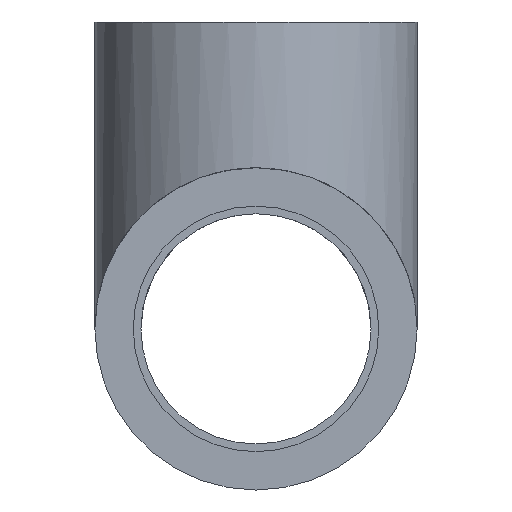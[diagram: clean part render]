
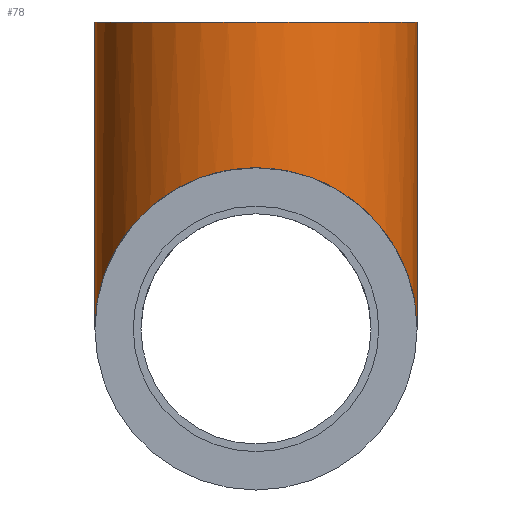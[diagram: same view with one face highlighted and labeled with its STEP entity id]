
A CAD part, front view. The second image highlights one B-rep face of the part: STEP entity #78.
In plain terms, the highlighted cylindrical face has radius 21 mm (diameter 42 mm), a partial arc.
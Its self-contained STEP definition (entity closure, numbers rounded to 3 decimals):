
#78=ADVANCED_FACE('',(#157),#158,.T.);
#157=FACE_OUTER_BOUND('',#234,.T.);
#158=CYLINDRICAL_SURFACE('',#235,21.0);
#234=EDGE_LOOP('',(#390,#391,#392,#393));
#235=AXIS2_PLACEMENT_3D('',#394,#395,#396);
#390=ORIENTED_EDGE('',*,*,#443,.T.);
#391=ORIENTED_EDGE('',*,*,#493,.F.);
#392=ORIENTED_EDGE('',*,*,#444,.T.);
#393=ORIENTED_EDGE('',*,*,#439,.F.);
#394=CARTESIAN_POINT('',(0.0,0.0,20.0));
#395=DIRECTION('',(0.0,0.0,1.0));
#396=DIRECTION('',(1.0,0.0,0.0));
#439=EDGE_CURVE('',#503,#507,#513,.T.);
#443=EDGE_CURVE('',#503,#518,#519,.T.);
#444=EDGE_CURVE('',#520,#507,#521,.T.);
#493=EDGE_CURVE('',#520,#518,#592,.T.);
#503=VERTEX_POINT('',#602);
#507=VERTEX_POINT('',#607);
#513=ELLIPSE('',#615,29.698,21.0);
#518=VERTEX_POINT('',#621);
#519=LINE('',#622,#623);
#520=VERTEX_POINT('',#624);
#521=LINE('',#625,#626);
#592=CIRCLE('',#708,21.0);
#602=CARTESIAN_POINT('',(21.0,0.0,0.0));
#607=CARTESIAN_POINT('',(-21.0,0.,0.0));
#615=AXIS2_PLACEMENT_3D('',#725,#726,#727);
#621=CARTESIAN_POINT('',(21.0,0.0,40.0));
#622=CARTESIAN_POINT('',(21.0,0.,20.0));
#623=VECTOR('',#732,1.0);
#624=CARTESIAN_POINT('',(-21.0,0.,40.0));
#625=CARTESIAN_POINT('',(-21.0,0.,20.0));
#626=VECTOR('',#733,1.0);
#708=AXIS2_PLACEMENT_3D('',#814,#815,#816);
#725=CARTESIAN_POINT('',(0.0,0.0,0.0));
#726=DIRECTION('',(0.0,-0.707,-0.707));
#727=DIRECTION('',(0.0,0.707,-0.707));
#732=DIRECTION('',(0.0,0.0,1.0));
#733=DIRECTION('',(-0.0,-0.0,-1.0));
#814=CARTESIAN_POINT('',(0.0,0.0,40.0));
#815=DIRECTION('',(0.0,0.0,1.0));
#816=DIRECTION('',(1.0,0.0,0.0));
